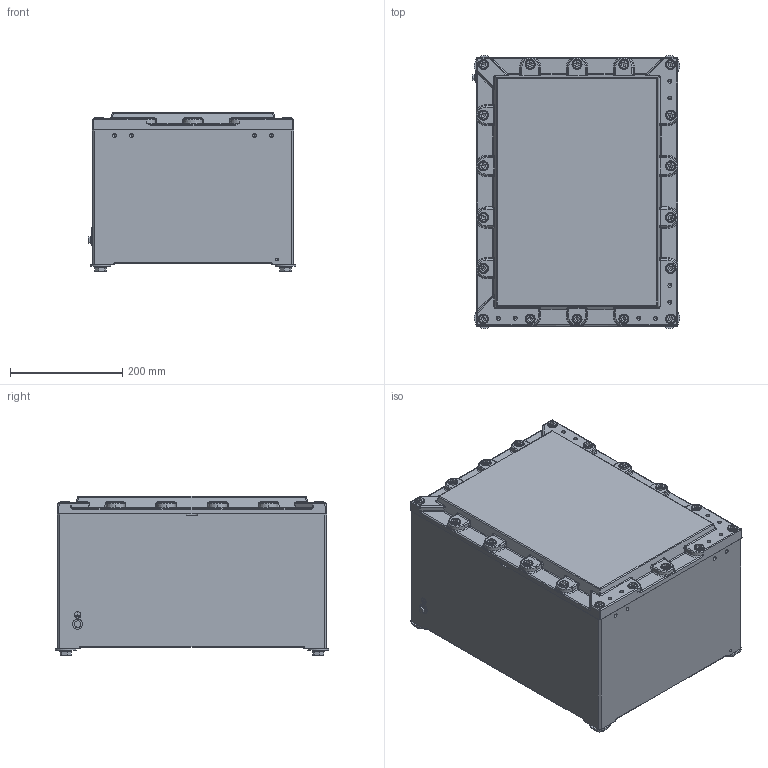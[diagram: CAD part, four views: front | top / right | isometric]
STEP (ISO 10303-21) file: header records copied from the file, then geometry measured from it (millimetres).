
FILE_DESCRIPTION (( 'STEP AP203' ), '1' );
FILE_NAME ('8264-_322-3__0.STEP', '2014-06-11T06:33:21', ( '' ), ( '' ), 'SwSTEP 2.0', 'SolidWorks 2014', '' );
FILE_SCHEMA (( 'CONFIG_CONTROL_DESIGN' ));
Length unit declared in the file: millimetre
Products named in the file (14): 82_649_02_55_0; 506_761_0; 520_539_0; 506_712_0; 502_812_0_Vereinfacht; 8264-_322-3__0; 506_548_0; 506_886_0; 502_077_0; 506_228_0; 82_649_62_04_6_82 649 62 04 3; 502_606_0_Standard M10 x 30; 82_649_04_05_6_8264944053; hex screw gradeab_din_ISO 4017 - M12 x 30-C
Assembly tree (45 placements, depth 2):
  8264-_322-3__0
    82_649_62_04_6_82 649 62 04 3
    82_649_04_05_6_8264944053
    82_649_02_55_0
    520_539_0
    502_812_0_Vereinfacht
    506_548_0
    506_886_0
    502_077_0  x4
    506_228_0  x4
    502_606_0_Standard M10 x 30  x18
    hex screw gradeab_din_ISO 4017 - M12 x 30-C  x4
    506_761_0  x4
    506_712_0  x4
Bounding box: 370.33 x 486.86 x 284.1 mm (x, y, z)
Volume: 14366362.2 mm3; surface area: 1957540.6 mm2
Topology: 45 solids, 45 shells, 3274 faces, 7543 edges, 4284 vertices
Faces by surface type: cylinder 1209, plane 831, bspline 576, torus 316, cone 246, sphere 96
Entity records: 96785 total; most frequent: CARTESIAN_POINT 40949, ORIENTED_EDGE 11738, DIRECTION 10725, EDGE_CURVE 5869, AXIS2_PLACEMENT_3D 4231, VERTEX_POINT 3411, EDGE_LOOP 2726, ADVANCED_FACE 2581
